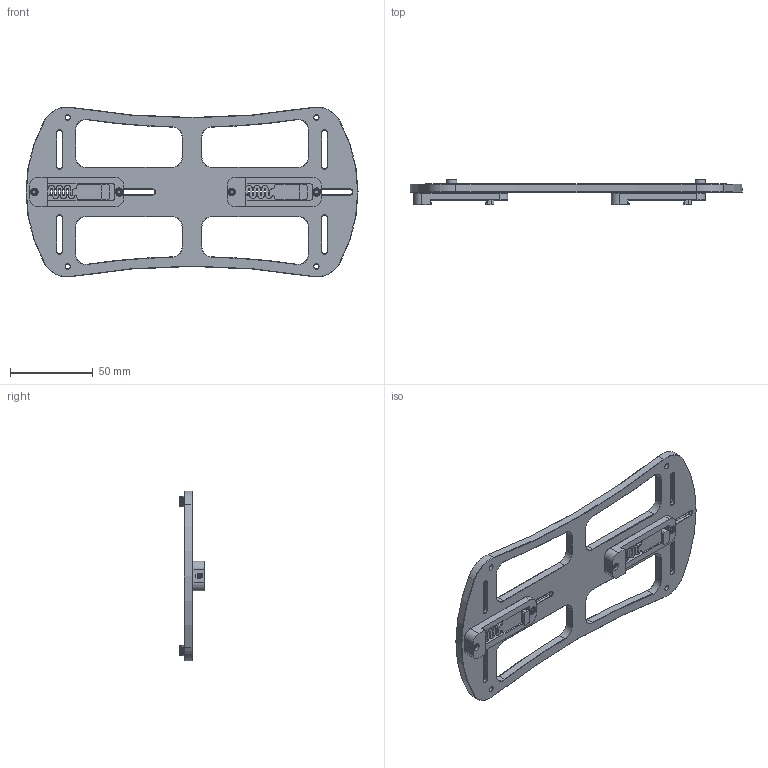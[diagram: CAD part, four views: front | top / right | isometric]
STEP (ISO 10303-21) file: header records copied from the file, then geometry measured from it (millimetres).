
FILE_DESCRIPTION(/* description */ (''),/* implementation_level */ '2;1');
FILE_NAME(/* name */ 'Octopus_Mount.step',/* time_stamp */ '2021-06-29T21:10:13-05:00',/* author */ (''),/* organization */ (''),/* preprocessor_version */ 'ST-DEVELOPER v18.1',/* originating_system */ 'Autodesk Translation Framework v10.9.0.1377',/* authorisation */ '');
FILE_SCHEMA (('AUTOMOTIVE_DESIGN { 1 0 10303 214 3 1 1 }'));
Length unit declared in the file: millimetre
Products named in the file (18): Octopus Mount; Base; Insert, M3 v2; Insert, M3 v2_1; Insert, M3 v2_2; M3 Threaded Insert (10); Din Rail Mount v9; Insert, M3 v2 (1); M3 Threaded Insert (10) (1); Insert, M3 v2 (1) (1); M3 Threaded Insert (10) (1) (1); BHCS, M3X6 v2; Din Rail Mount v9 (2); Insert, M3 v2 (3); M3 Threaded Insert (10) (3); Insert, M3 v2 (1) (3); M3 Threaded Insert (10) (1) (3); BHCS, M3X6 v2 (2)
Assembly tree (21 placements, depth 4):
  Octopus Mount
    Base
    Insert, M3 v2
      M3 Threaded Insert (10)
    Insert, M3 v2_1
      M3 Threaded Insert (10)
    Insert, M3 v2_2
      M3 Threaded Insert (10)
    Din Rail Mount v9
      Insert, M3 v2 (1)
        M3 Threaded Insert (10) (1)
      Insert, M3 v2 (1) (1)
        M3 Threaded Insert (10) (1) (1)
      BHCS, M3X6 v2  x2
    Din Rail Mount v9 (2)
      Insert, M3 v2 (3)
        M3 Threaded Insert (10) (3)
      Insert, M3 v2 (1) (3)
        M3 Threaded Insert (10) (1) (3)
      BHCS, M3X6 v2 (2)  x2
Bounding box: 200.52 x 15.6 x 102.66 mm (x, y, z)
Volume: 62096 mm3; surface area: 39797.2 mm2
Topology: 15 solids, 15 shells, 1608 faces, 4198 edges, 2688 vertices
Faces by surface type: bspline 624, cylinder 416, plane 352, cone 212, sphere 4
Full cylindrical faces by diameter (mm): 2.9 x8, 3 x4, 3.4 x8, 4.2 x8, 4.25 x8, 4.6 x8, 4.7 x8, 5.7 x4, 6.1 x4
Entity records: 51469 total; most frequent: CARTESIAN_POINT 22045, ORIENTED_EDGE 6936, DIRECTION 4598, EDGE_CURVE 3468, VERTEX_POINT 2210, AXIS2_PLACEMENT_3D 1803, B_SPLINE_CURVE_WITH_KNOTS 1566, EDGE_LOOP 1444
